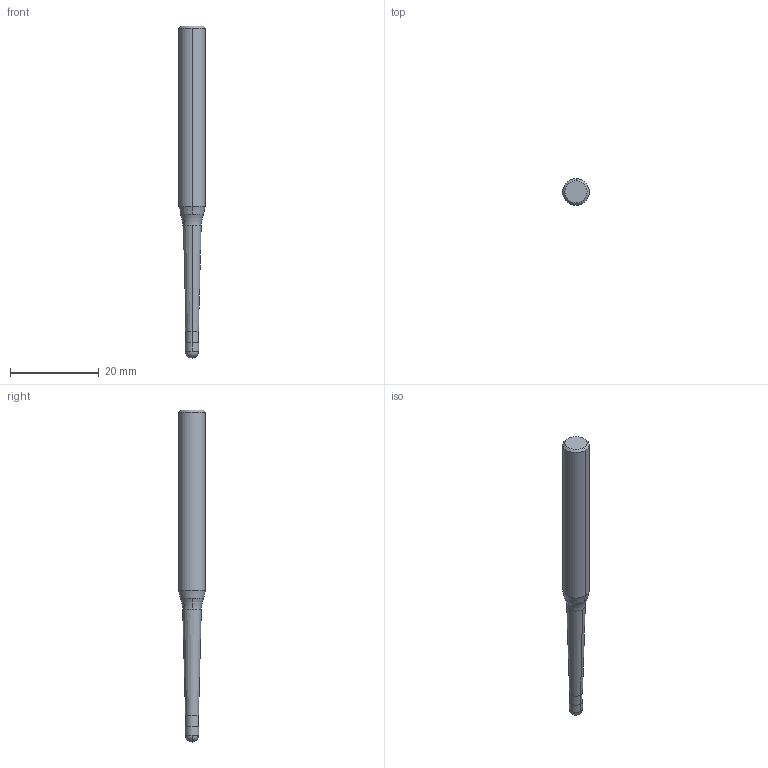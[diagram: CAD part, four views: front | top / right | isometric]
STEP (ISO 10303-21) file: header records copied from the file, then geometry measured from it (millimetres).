
FILE_DESCRIPTION(('STEP AP242'),'1');
FILE_NAME('607409010-000-01-E43.stp','2021-11-25T14:08:07',(' '),(' '),'Spatial InterOp 3D',' ',' ');
FILE_SCHEMA(('AP242_MANAGED_MODEL_BASED_3D_ENGINEERING_MIM_LF {1 0 10303 442 1 1 4}'));
Length unit declared in the file: millimetre
Products named in the file (1): 1
Bounding box: 6 x 6 x 75 mm (x, y, z)
Volume: 1515.2 mm3; surface area: 1198.2 mm2
Topology: 2 solids, 2 shells, 19 faces, 45 edges, 28 vertices
Faces by surface type: cylinder 6, cone 6, plane 3, sphere 2, torus 2
Entity records: 723 total; most frequent: DIRECTION 114, CARTESIAN_POINT 90, ORIENTED_EDGE 78, AXIS2_PLACEMENT_3D 52, EDGE_CURVE 39, CIRCLE 27, VERTEX_POINT 24, STYLED_ITEM 21
